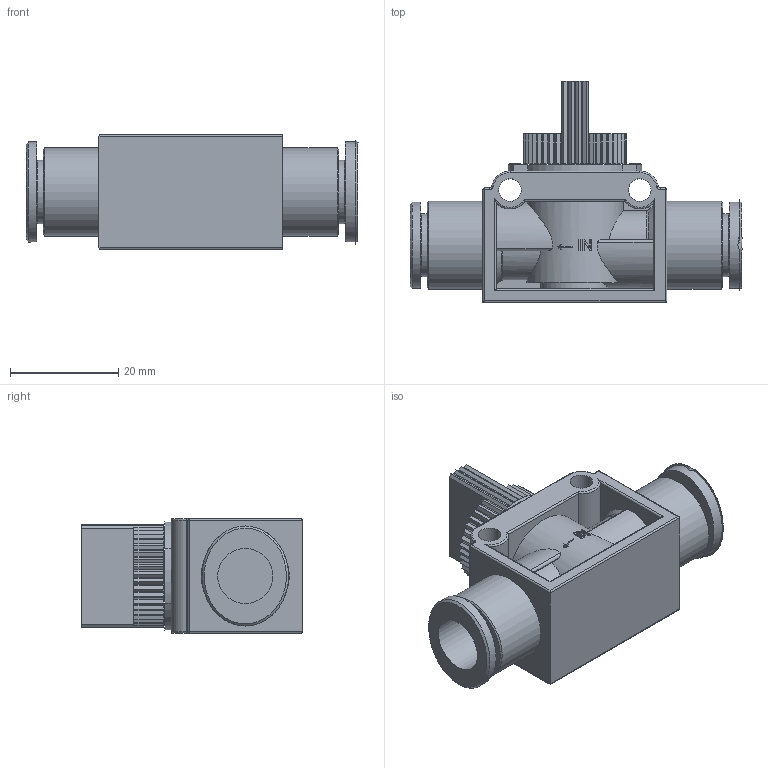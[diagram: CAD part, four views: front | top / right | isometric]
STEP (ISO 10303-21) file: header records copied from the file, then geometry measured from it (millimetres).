
FILE_DESCRIPTION((''),'2;1');
FILE_NAME('GHVFF 10-10.stp','2019-01-16T14:50:32',('user'),(''),'Autodesk Inventor 2013','Autodesk Inventor 2013','');
FILE_SCHEMA(('AUTOMOTIVE_DESIGN { 1 0 10303 214 1 1 1 1 }'));
Length unit declared in the file: millimetre
Products named in the file (1): GHVFF 10-10
Bounding box: 61.4 x 40.9 x 21.2 mm (x, y, z)
Volume: 17467.7 mm3; surface area: 10857.1 mm2
Topology: 1 solids, 1 shells, 480 faces, 1296 edges, 849 vertices
Faces by surface type: plane 253, cylinder 155, bspline 44, torus 16, cone 8, sphere 4
Full cylindrical faces by diameter (mm): 4.2 x2, 9.3 x1, 10.2 x2, 11.7 x2, 16.3 x2
Entity records: 18251 total; most frequent: CARTESIAN_POINT 6347, ORIENTED_EDGE 2560, DIRECTION 2324, EDGE_CURVE 1280, VERTEX_POINT 848, VECTOR 786, LINE 786, AXIS2_PLACEMENT_3D 769
